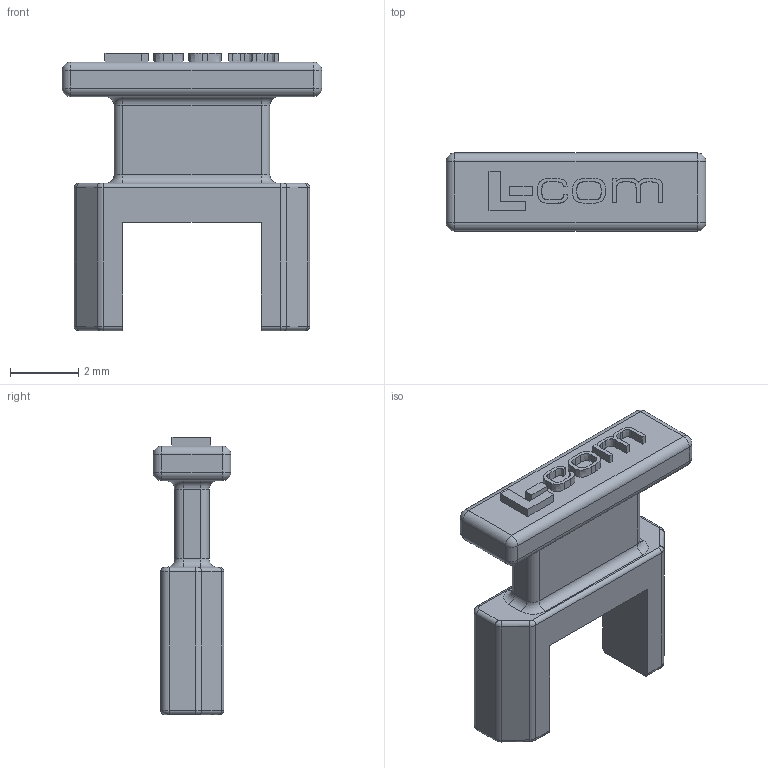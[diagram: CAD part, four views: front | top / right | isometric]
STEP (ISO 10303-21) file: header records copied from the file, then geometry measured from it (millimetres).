
FILE_DESCRIPTION (( 'STEP AP203' ), '1' );
FILE_NAME ('CAPUSB-MICB.STEP', '2011-06-27T15:39:25', ( 'x' ), ( 'Microsoft' ), 'SwSTEP 2.0', 'SolidWorks 2010', '' );
FILE_SCHEMA (( 'CONFIG_CONTROL_DESIGN' ));
Length unit declared in the file: inch
Products named in the file (1): CAPUSB-MICB
Bounding box: 7.62 x 2.29 x 8.13 mm (x, y, z)
Volume: 58.2 mm3; surface area: 151.4 mm2
Topology: 1 solids, 1 shells, 166 faces, 412 edges, 248 vertices
Faces by surface type: plane 70, cylinder 44, bspline 24, torus 20, sphere 8
Entity records: 5199 total; most frequent: CARTESIAN_POINT 1323, ORIENTED_EDGE 808, DIRECTION 750, EDGE_CURVE 404, AXIS2_PLACEMENT_3D 251, VERTEX_POINT 248, VECTOR 248, LINE 248
